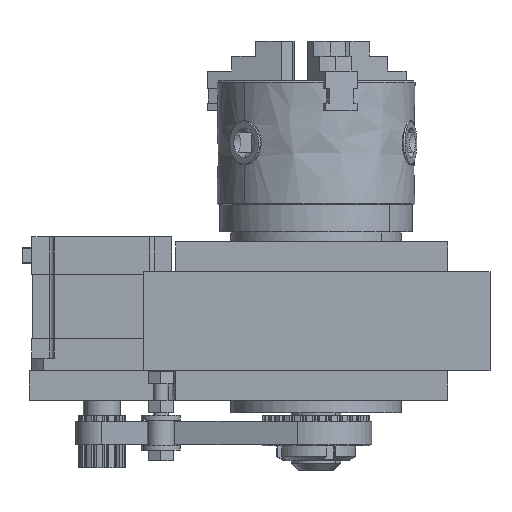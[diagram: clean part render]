
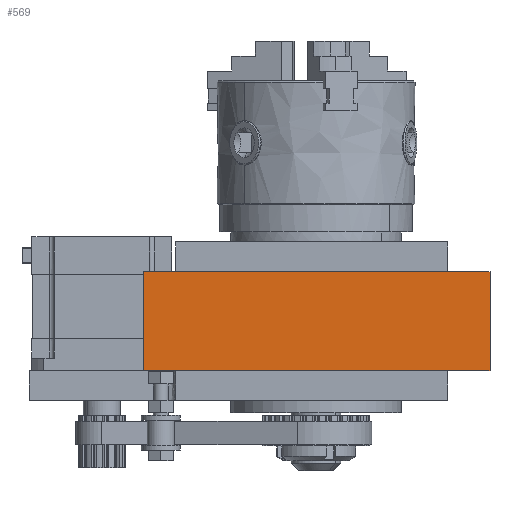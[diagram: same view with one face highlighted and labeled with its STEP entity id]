
A CAD part, front view. The second image highlights one B-rep face of the part: STEP entity #569.
In plain terms, the highlighted free-form (B-spline) face has degree [1, 1] with [2, 2] control points.
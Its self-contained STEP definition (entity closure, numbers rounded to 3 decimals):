
#331 = EDGE_CURVE('',#332,#334,#336,.T.);
#332 = VERTEX_POINT('',#333);
#333 = CARTESIAN_POINT('',(-78.578,-4.49,
    -22.451));
#334 = VERTEX_POINT('',#335);
#335 = CARTESIAN_POINT('',(-78.578,-4.49,
    22.451));
#336 = B_SPLINE_CURVE_WITH_KNOTS('',1,(#337,#338),.UNSPECIFIED.,.F.,.F.,
  (2,2),(-40.,0.),.PIECEWISE_BEZIER_KNOTS.);
#337 = CARTESIAN_POINT('',(-78.578,-4.49,
    -22.451));
#338 = CARTESIAN_POINT('',(-78.578,-4.49,
    22.451));
#378 = EDGE_CURVE('',#334,#379,#381,.T.);
#379 = VERTEX_POINT('',#380);
#380 = CARTESIAN_POINT('',(78.578,-4.49,
    22.451));
#381 = B_SPLINE_CURVE_WITH_KNOTS('',1,(#382,#383),.UNSPECIFIED.,.F.,.F.,
  (2,2),(-140.,0.),.PIECEWISE_BEZIER_KNOTS.);
#382 = CARTESIAN_POINT('',(-78.578,-4.49,
    22.451));
#383 = CARTESIAN_POINT('',(78.578,-4.49,
    22.451));
#454 = EDGE_CURVE('',#379,#455,#457,.T.);
#455 = VERTEX_POINT('',#456);
#456 = CARTESIAN_POINT('',(78.578,-4.49,
    -22.451));
#457 = B_SPLINE_CURVE_WITH_KNOTS('',1,(#458,#459),.UNSPECIFIED.,.F.,.F.,
  (2,2),(0.,40.),.PIECEWISE_BEZIER_KNOTS.);
#458 = CARTESIAN_POINT('',(78.578,-4.49,
    22.451));
#459 = CARTESIAN_POINT('',(78.578,-4.49,
    -22.451));
#487 = EDGE_CURVE('',#455,#332,#488,.T.);
#488 = B_SPLINE_CURVE_WITH_KNOTS('',1,(#489,#490),.UNSPECIFIED.,.F.,.F.,
  (2,2),(0.,140.),.PIECEWISE_BEZIER_KNOTS.);
#489 = CARTESIAN_POINT('',(78.578,-4.49,
    -22.451));
#490 = CARTESIAN_POINT('',(-78.578,-4.49,
    -22.451));
#569 = ADVANCED_FACE('',(#570),#576,.F.);
#570 = FACE_BOUND('',#571,.T.);
#571 = EDGE_LOOP('',(#572,#573,#574,#575));
#572 = ORIENTED_EDGE('',*,*,#331,.F.);
#573 = ORIENTED_EDGE('',*,*,#487,.F.);
#574 = ORIENTED_EDGE('',*,*,#454,.F.);
#575 = ORIENTED_EDGE('',*,*,#378,.F.);
#576 = B_SPLINE_SURFACE_WITH_KNOTS('',1,1,(
    (#577,#578)
    ,(#579,#580
    )),.UNSPECIFIED.,.F.,.F.,.F.,(2,2),(2,2),(-20.,20.),(-70.,70.),
  .PIECEWISE_BEZIER_KNOTS.);
#577 = CARTESIAN_POINT('',(-78.578,-4.49,
    -22.451));
#578 = CARTESIAN_POINT('',(78.578,-4.49,
    -22.451));
#579 = CARTESIAN_POINT('',(-78.578,-4.49,
    22.451));
#580 = CARTESIAN_POINT('',(78.578,-4.49,
    22.451));
